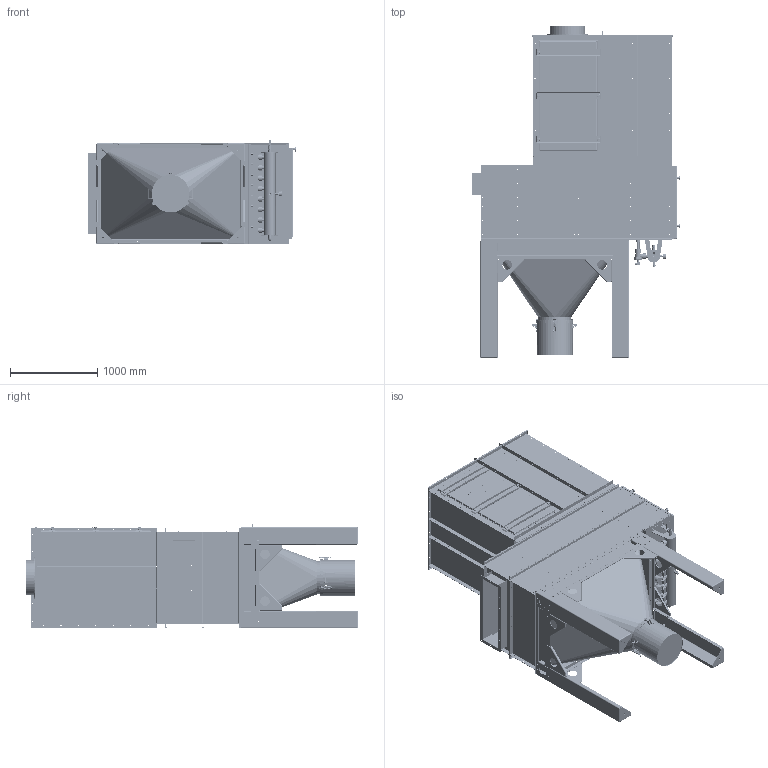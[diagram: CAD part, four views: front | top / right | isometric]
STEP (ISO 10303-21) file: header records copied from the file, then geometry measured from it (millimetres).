
FILE_DESCRIPTION (( 'STEP AP203' ), '1' );
FILE_NAME ('JBBR01.STEP', '2023-11-16T12:34:48', ( '' ), ( '' ), 'SwSTEP 2.0', 'SolidWorks 2022', '' );
FILE_SCHEMA (( 'CONFIG_CONTROL_DESIGN' ));
Length unit declared in the file: millimetre
Products named in the file (102): FS-S543-08 - FRAME IV_Výchozí; RG-S135-03 - BRACKET_Výchozí; User Library-manometrM63-3 igs; P1-S521-00 - PI DN400-L100-T1,5_Výchozí; FS-S542-00 - WLDM DOOR 16-2 G6; RG-S146-00 - WLDM PRESSURE VESSEL 8V-120 G5_Výchozí; FS-S469-07 - BRACKET LEG_Výchozí; TH-S239-00 - WLDM FRAME_Výchozí; _K0051_griffK0051.1611452_Výchozí; FS-D002-21 - CAP O THREAD_Výchozí; TH-D010-57 - COVER DOOR_Výchozí; _K0051_halter_2720_GH_Výchozí; FS-S550-00 - WLDM TRAY 50 G4_Výchozí; FS-S200-04 -BRACKET CLIPS_Výchozí; TH-D010-54 - COVER SIDE_Výchozí; TH-D010-58 - ROOF I_Výchozí; FS-S552-06 - TUBE_Výchozí; RG-S100-02 - TUBE VALVE 33,7_Výchozí; TH-D010-90 - BOTTOM_Výchozí; FS-S662-01 - BRACKET II_Výchozí; FS-N000-12 - HING HOLE 140x18_Výchozí; ZÁSLEPKA G1-2 - MOSAZ_Výchozí; RU-D001-93 - PLACKA LOGO XM_Výchozí; _M 8_mutter_Výchozí; FS-S200-02 - RING_Výchozí; K0051.1611451_UPNUTO - VOLNÉ; DIN 9021 8,4 - PODLOZKA; KULOVÝ VENTIL G3-4_Výchozí; FL-D001-15 -TUBE IN_Výchozí; TH-S239-02 - PROFILE_Výchozí<Jako obrobený>; TH-D010-61 - ROOF I_Výchozí; FS-N000-12 - HING PIN 140x18_Výchozí; FS-S665-04 - REDUCT_Výchozí; FS-D003-73 - BACK COVER 16-1 I_Výchozí; 00547004 - U-PIRELI SEAL 1200x600_Výchozí; RG-S146-01 - PIPE_Výchozí; FS-S665-05 - REDUCT_Výchozí; FS-S550-03 - BOTTOM_Výchozí; BMA-12 - KOHOUT KULOVÝ G1-2_Výchozí; FITTING INNER THREAD G3 4'''' S235_Výchozí ...
Assembly tree (212 placements, depth 5):
  JBBR01
    FS-M012-20 - ASSY FRAME BOX 16-12-P_BEZ KONUSU HR
      FS-S664-00 - WLDM FRAME_Výchozí
        FS-S500-02 - BRACKET I_Výchozí
        FS-S306-03 - STRIP_Výchozí  x2
        FS-S662-04 - BRACKET III_Výchozí
        FS-S662-01 - BRACKET II_Výchozí
        FS-S469-07 - BRACKET LEG_Výchozí
        FS-S469-08 - BRACKET LEG MIRR_Výchozí
        FS-S500-03 - BRACKET I MIRR_Výchozí
        NUT WELD - NW_M10  x6
        FS-S665-00 - WLDM REDUCT_Výchozí
          FS-S665-04 - REDUCT_Výchozí  x2
          FS-S552-03 - TUBE_Výchozí
          FS-S665-05 - REDUCT_Výchozí  x2
          FS-S552-06 - TUBE_Výchozí
          FS-S552-07 - ANNULUS_Výchozí  x3
      FS-D011-75 - LEG_Výchozí  x4
      FS-D006-07 - STRIP LEG_Výchozí  x8
      FS-D008-54 - SEAL TRAY 50L_Výchozí
      K0051.1611451_UPNUTO - VOLNÉ  x3
        _K0051_halter_2720_GH_Výchozí
        _K0051_griffK0051.1611452_Výchozí
        _K0051_spindel_8_Výchozí
        _K0051_verschluss_8_Výchozí
        _M 8_mutter_Výchozí
      FS-S550-00 - WLDM TRAY 50 G4_Výchozí
        FS-S550-01 - BODY_Výchozí
        FS-S200-02 - RING_Výchozí
        FS-S550-03 - BOTTOM_Výchozí
        FS-S200-04 -BRACKET CLIPS_Výchozí  x3
        OJ-S007-05 - BRACKET GRIP_Výchozí  x4
        OJ-S007-06 - GRIP_Výchozí  x2
    FS-M012-29 - ASSY FILTER BOX 16-2-12-P G5_Výchozí
      FS-D007-77 - SIDE PANEL 1250x420 P1 G3_Výchozí  x2
      FS-D007-76 - SIDE PANEL 1250x420 L1 G3_Výchozí  x2
      FS-D003-73 - BACK COVER 16-1 I_Výchozí
      FS-M007-59 - ASSY FRONT DOOR 16-2 G6
        FS-S542-00 - WLDM DOOR 16-2 G6
          FS-S542-03 - DOOR
          FS-N000-12 - HING HOLE 140x18_Výchozí  x2
        FS-S543-00 - WLDM FRAME 16-2 G6_Výchozí
          FS-S272-01 - HEM I_Výchozí  x2
          FS-S382-02 - HEM II_Výchozí  x2
          FL-S098-03 - FRAME II_Výchozí
          FS-S514-04 - FRAME I_Výchozí
          FS-S543-08 - FRAME IV_Výchozí  x2
          FS-N000-12 - HING PIN 140x18_Výchozí  x2
        MATICE HVĚZDA M10 - MHVPP  x2
          K0148_210
          WASHER JOINT - SW+W_M10-BW
        00547004 - U-PIRELI SEAL 16-2 G6 LEMY DOVNIT_Výchozí
      FS-M005-51 - ASSY REGENERATION 8V-120 G5_TLAKOVKA DOLE
        FS-D008-58 - ROOF PV 16 G4_Výchozí
        O-KROUŽEK - 34x4_Výchozí  x16
        FS-D002-21 - CAP O THREAD_Výchozí  x8
        RG-S146-00 - WLDM PRESSURE VESSEL 8V-120 G5_Výchozí
          RG-S146-01 - PIPE_Výchozí
          RG-S100-02 - TUBE VALVE 33,7_Výchozí  x13
          RG-S135-03 - BRACKET_Výchozí  x2
Bounding box: 2391.47 x 3814 x 1202 mm (x, y, z)
Volume: 90377745.3 mm3; surface area: 69963588 mm2
Topology: 251 solids, 251 shells, 9913 faces, 24571 edges, 15336 vertices
Faces by surface type: plane 4810, cylinder 3961, cone 510, bspline 312, torus 306, sphere 14
Full cylindrical faces by diameter (mm): 379 x1, 383 x1, 411 x1, 415 x2, 421 x1, 427 x1, 431 x1
Entity records: 175055 total; most frequent: CARTESIAN_POINT 36052, DIRECTION 26063, ORIENTED_EDGE 25430, EDGE_CURVE 12715, AXIS2_PLACEMENT_3D 9171, VERTEX_POINT 8002, VECTOR 7721, LINE 7721
